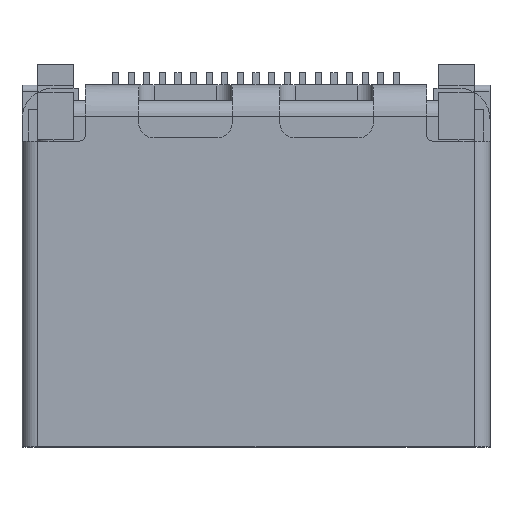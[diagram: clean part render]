
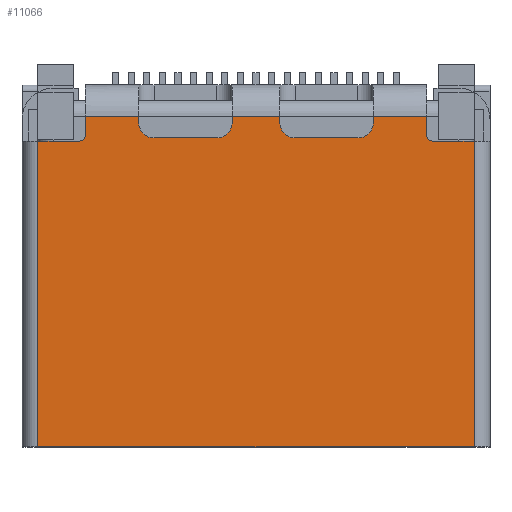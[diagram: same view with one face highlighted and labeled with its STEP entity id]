
A CAD part, top view. The second image highlights one B-rep face of the part: STEP entity #11066.
In plain terms, the highlighted planar face has unit normal (0, 0, 1).
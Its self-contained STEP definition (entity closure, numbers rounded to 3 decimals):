
#10804 = VERTEX_POINT('',#10805);
#10805 = CARTESIAN_POINT('',(-0.765,-0.05,6.11));
#10812 = EDGE_CURVE('',#10813,#10804,#10815,.T.);
#10813 = VERTEX_POINT('',#10814);
#10814 = CARTESIAN_POINT('',(0.765,-0.05,6.11));
#10815 = LINE('',#10816,#10817);
#10816 = CARTESIAN_POINT('',(6.99,-0.05,6.11));
#10817 = VECTOR('',#10818,1.);
#10818 = DIRECTION('',(-1.,0.,0.));
#11066 = ADVANCED_FACE('',(#11067),#11242,.T.);
#11067 = FACE_BOUND('',#11068,.T.);
#11068 = EDGE_LOOP('',(#11069,#11070,#11078,#11087,#11095,#11104,#11112,
    #11120,#11128,#11137,#11145,#11153,#11161,#11169,#11177,#11186,
    #11194,#11202,#11210,#11219,#11227,#11236));
#11069 = ORIENTED_EDGE('',*,*,#10812,.T.);
#11070 = ORIENTED_EDGE('',*,*,#11071,.T.);
#11071 = EDGE_CURVE('',#10804,#11072,#11074,.T.);
#11072 = VERTEX_POINT('',#11073);
#11073 = CARTESIAN_POINT('',(-0.765,-0.25,6.11));
#11074 = LINE('',#11075,#11076);
#11075 = CARTESIAN_POINT('',(-0.765,0.95,6.11));
#11076 = VECTOR('',#11077,1.);
#11077 = DIRECTION('',(0.,-1.,0.));
#11078 = ORIENTED_EDGE('',*,*,#11079,.F.);
#11079 = EDGE_CURVE('',#11080,#11072,#11082,.T.);
#11080 = VERTEX_POINT('',#11081);
#11081 = CARTESIAN_POINT('',(-1.265,-0.75,6.11));
#11082 = CIRCLE('',#11083,0.5);
#11083 = AXIS2_PLACEMENT_3D('',#11084,#11085,#11086);
#11084 = CARTESIAN_POINT('',(-1.265,-0.25,6.11));
#11085 = DIRECTION('',(0.,0.,1.));
#11086 = DIRECTION('',(1.,0.,0.));
#11087 = ORIENTED_EDGE('',*,*,#11088,.T.);
#11088 = EDGE_CURVE('',#11080,#11089,#11091,.T.);
#11089 = VERTEX_POINT('',#11090);
#11090 = CARTESIAN_POINT('',(-3.265,-0.75,6.11));
#11091 = LINE('',#11092,#11093);
#11092 = CARTESIAN_POINT('',(-0.765,-0.75,6.11));
#11093 = VECTOR('',#11094,1.);
#11094 = DIRECTION('',(-1.,0.,0.));
#11095 = ORIENTED_EDGE('',*,*,#11096,.F.);
#11096 = EDGE_CURVE('',#11097,#11089,#11099,.T.);
#11097 = VERTEX_POINT('',#11098);
#11098 = CARTESIAN_POINT('',(-3.765,-0.25,6.11));
#11099 = CIRCLE('',#11100,0.5);
#11100 = AXIS2_PLACEMENT_3D('',#11101,#11102,#11103);
#11101 = CARTESIAN_POINT('',(-3.265,-0.25,6.11));
#11102 = DIRECTION('',(0.,0.,1.));
#11103 = DIRECTION('',(1.,0.,0.));
#11104 = ORIENTED_EDGE('',*,*,#11105,.T.);
#11105 = EDGE_CURVE('',#11097,#11106,#11108,.T.);
#11106 = VERTEX_POINT('',#11107);
#11107 = CARTESIAN_POINT('',(-3.765,-0.05,6.11));
#11108 = LINE('',#11109,#11110);
#11109 = CARTESIAN_POINT('',(-3.765,-0.75,6.11));
#11110 = VECTOR('',#11111,1.);
#11111 = DIRECTION('',(0.,1.,0.));
#11112 = ORIENTED_EDGE('',*,*,#11113,.T.);
#11113 = EDGE_CURVE('',#11106,#11114,#11116,.T.);
#11114 = VERTEX_POINT('',#11115);
#11115 = CARTESIAN_POINT('',(-5.465,-0.05,6.11));
#11116 = LINE('',#11117,#11118);
#11117 = CARTESIAN_POINT('',(6.99,-0.05,6.11));
#11118 = VECTOR('',#11119,1.);
#11119 = DIRECTION('',(-1.,0.,0.));
#11120 = ORIENTED_EDGE('',*,*,#11121,.F.);
#11121 = EDGE_CURVE('',#11122,#11114,#11124,.T.);
#11122 = VERTEX_POINT('',#11123);
#11123 = CARTESIAN_POINT('',(-5.465,-0.65,6.11));
#11124 = LINE('',#11125,#11126);
#11125 = CARTESIAN_POINT('',(-5.465,-0.85,6.11));
#11126 = VECTOR('',#11127,1.);
#11127 = DIRECTION('',(0.,1.,0.));
#11128 = ORIENTED_EDGE('',*,*,#11129,.F.);
#11129 = EDGE_CURVE('',#11130,#11122,#11132,.T.);
#11130 = VERTEX_POINT('',#11131);
#11131 = CARTESIAN_POINT('',(-5.665,-0.85,6.11));
#11132 = CIRCLE('',#11133,0.2);
#11133 = AXIS2_PLACEMENT_3D('',#11134,#11135,#11136);
#11134 = CARTESIAN_POINT('',(-5.665,-0.65,6.11));
#11135 = DIRECTION('',(0.,0.,1.));
#11136 = DIRECTION('',(1.,0.,0.));
#11137 = ORIENTED_EDGE('',*,*,#11138,.F.);
#11138 = EDGE_CURVE('',#11139,#11130,#11141,.T.);
#11139 = VERTEX_POINT('',#11140);
#11140 = CARTESIAN_POINT('',(-6.99,-0.85,6.11));
#11141 = LINE('',#11142,#11143);
#11142 = CARTESIAN_POINT('',(-6.99,-0.85,6.11));
#11143 = VECTOR('',#11144,1.);
#11144 = DIRECTION('',(1.,0.,0.));
#11145 = ORIENTED_EDGE('',*,*,#11146,.T.);
#11146 = EDGE_CURVE('',#11139,#11147,#11149,.T.);
#11147 = VERTEX_POINT('',#11148);
#11148 = CARTESIAN_POINT('',(-6.99,-10.65,6.11));
#11149 = LINE('',#11150,#11151);
#11150 = CARTESIAN_POINT('',(-6.99,1.35,6.11));
#11151 = VECTOR('',#11152,1.);
#11152 = DIRECTION('',(0.,-1.,0.));
#11153 = ORIENTED_EDGE('',*,*,#11154,.F.);
#11154 = EDGE_CURVE('',#11155,#11147,#11157,.T.);
#11155 = VERTEX_POINT('',#11156);
#11156 = CARTESIAN_POINT('',(6.99,-10.65,6.11));
#11157 = LINE('',#11158,#11159);
#11158 = CARTESIAN_POINT('',(-6.99,-10.65,6.11));
#11159 = VECTOR('',#11160,1.);
#11160 = DIRECTION('',(-1.,0.,0.));
#11161 = ORIENTED_EDGE('',*,*,#11162,.F.);
#11162 = EDGE_CURVE('',#11163,#11155,#11165,.T.);
#11163 = VERTEX_POINT('',#11164);
#11164 = CARTESIAN_POINT('',(6.99,-0.85,6.11));
#11165 = LINE('',#11166,#11167);
#11166 = CARTESIAN_POINT('',(6.99,1.35,6.11));
#11167 = VECTOR('',#11168,1.);
#11168 = DIRECTION('',(0.,-1.,0.));
#11169 = ORIENTED_EDGE('',*,*,#11170,.F.);
#11170 = EDGE_CURVE('',#11171,#11163,#11173,.T.);
#11171 = VERTEX_POINT('',#11172);
#11172 = CARTESIAN_POINT('',(5.665,-0.85,6.11));
#11173 = LINE('',#11174,#11175);
#11174 = CARTESIAN_POINT('',(5.465,-0.85,6.11));
#11175 = VECTOR('',#11176,1.);
#11176 = DIRECTION('',(1.,0.,0.));
#11177 = ORIENTED_EDGE('',*,*,#11178,.F.);
#11178 = EDGE_CURVE('',#11179,#11171,#11181,.T.);
#11179 = VERTEX_POINT('',#11180);
#11180 = CARTESIAN_POINT('',(5.465,-0.65,6.11));
#11181 = CIRCLE('',#11182,0.2);
#11182 = AXIS2_PLACEMENT_3D('',#11183,#11184,#11185);
#11183 = CARTESIAN_POINT('',(5.665,-0.65,6.11));
#11184 = DIRECTION('',(0.,0.,1.));
#11185 = DIRECTION('',(1.,0.,0.));
#11186 = ORIENTED_EDGE('',*,*,#11187,.F.);
#11187 = EDGE_CURVE('',#11188,#11179,#11190,.T.);
#11188 = VERTEX_POINT('',#11189);
#11189 = CARTESIAN_POINT('',(5.465,-0.05,6.11));
#11190 = LINE('',#11191,#11192);
#11191 = CARTESIAN_POINT('',(5.465,0.95,6.11));
#11192 = VECTOR('',#11193,1.);
#11193 = DIRECTION('',(0.,-1.,0.));
#11194 = ORIENTED_EDGE('',*,*,#11195,.T.);
#11195 = EDGE_CURVE('',#11188,#11196,#11198,.T.);
#11196 = VERTEX_POINT('',#11197);
#11197 = CARTESIAN_POINT('',(3.765,-0.05,6.11));
#11198 = LINE('',#11199,#11200);
#11199 = CARTESIAN_POINT('',(6.99,-0.05,6.11));
#11200 = VECTOR('',#11201,1.);
#11201 = DIRECTION('',(-1.,0.,0.));
#11202 = ORIENTED_EDGE('',*,*,#11203,.T.);
#11203 = EDGE_CURVE('',#11196,#11204,#11206,.T.);
#11204 = VERTEX_POINT('',#11205);
#11205 = CARTESIAN_POINT('',(3.765,-0.25,6.11));
#11206 = LINE('',#11207,#11208);
#11207 = CARTESIAN_POINT('',(3.765,0.95,6.11));
#11208 = VECTOR('',#11209,1.);
#11209 = DIRECTION('',(0.,-1.,0.));
#11210 = ORIENTED_EDGE('',*,*,#11211,.F.);
#11211 = EDGE_CURVE('',#11212,#11204,#11214,.T.);
#11212 = VERTEX_POINT('',#11213);
#11213 = CARTESIAN_POINT('',(3.265,-0.75,6.11));
#11214 = CIRCLE('',#11215,0.5);
#11215 = AXIS2_PLACEMENT_3D('',#11216,#11217,#11218);
#11216 = CARTESIAN_POINT('',(3.265,-0.25,6.11));
#11217 = DIRECTION('',(0.,0.,1.));
#11218 = DIRECTION('',(1.,0.,0.));
#11219 = ORIENTED_EDGE('',*,*,#11220,.T.);
#11220 = EDGE_CURVE('',#11212,#11221,#11223,.T.);
#11221 = VERTEX_POINT('',#11222);
#11222 = CARTESIAN_POINT('',(1.265,-0.75,6.11));
#11223 = LINE('',#11224,#11225);
#11224 = CARTESIAN_POINT('',(3.765,-0.75,6.11));
#11225 = VECTOR('',#11226,1.);
#11226 = DIRECTION('',(-1.,0.,0.));
#11227 = ORIENTED_EDGE('',*,*,#11228,.F.);
#11228 = EDGE_CURVE('',#11229,#11221,#11231,.T.);
#11229 = VERTEX_POINT('',#11230);
#11230 = CARTESIAN_POINT('',(0.765,-0.25,6.11));
#11231 = CIRCLE('',#11232,0.5);
#11232 = AXIS2_PLACEMENT_3D('',#11233,#11234,#11235);
#11233 = CARTESIAN_POINT('',(1.265,-0.25,6.11));
#11234 = DIRECTION('',(0.,0.,1.));
#11235 = DIRECTION('',(1.,0.,0.));
#11236 = ORIENTED_EDGE('',*,*,#11237,.T.);
#11237 = EDGE_CURVE('',#11229,#10813,#11238,.T.);
#11238 = LINE('',#11239,#11240);
#11239 = CARTESIAN_POINT('',(0.765,-0.75,6.11));
#11240 = VECTOR('',#11241,1.);
#11241 = DIRECTION('',(0.,1.,0.));
#11242 = PLANE('',#11243);
#11243 = AXIS2_PLACEMENT_3D('',#11244,#11245,#11246);
#11244 = CARTESIAN_POINT('',(-6.99,1.35,6.11));
#11245 = DIRECTION('',(0.,0.,1.));
#11246 = DIRECTION('',(1.,0.,0.));
